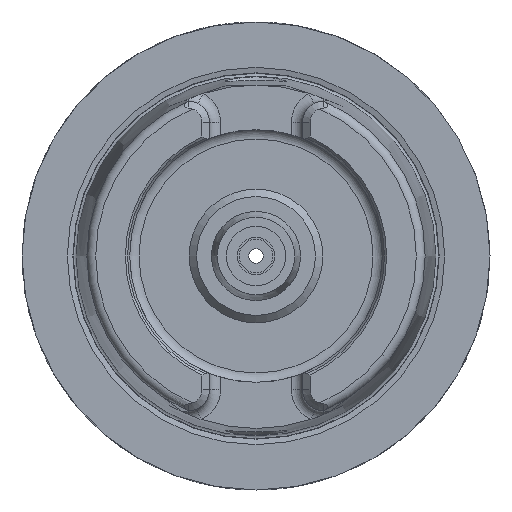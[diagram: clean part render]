
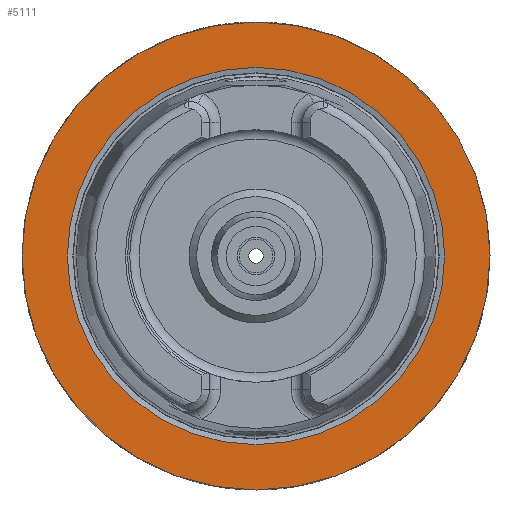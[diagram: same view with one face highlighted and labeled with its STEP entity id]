
A CAD part, left-side view. The second image highlights one B-rep face of the part: STEP entity #5111.
In plain terms, the highlighted planar face has unit normal (-1, 0, 0).
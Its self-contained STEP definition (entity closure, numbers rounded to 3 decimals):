
#4302=CARTESIAN_POINT('',(0.0,31.5,0.0));
#4303=VERTEX_POINT('',#4302);
#4304=CARTESIAN_POINT('',(0.0,0.0,0.0));
#4305=DIRECTION('',(1.0,0.0,0.0));
#4306=DIRECTION('',(0.0,1.0,0.0));
#4307=AXIS2_PLACEMENT_3D('',#4304,#4305,#4306);
#4308=CIRCLE('',#4307,31.5);
#4309=EDGE_CURVE('',#4303,#4303,#4308,.T.);
#5085=CARTESIAN_POINT('',(0.0,25.4,0.0));
#5086=VERTEX_POINT('',#5085);
#5087=CARTESIAN_POINT('',(0.0,0.0,0.0));
#5088=DIRECTION('',(1.0,0.0,0.0));
#5089=DIRECTION('',(0.0,1.0,0.0));
#5090=AXIS2_PLACEMENT_3D('',#5087,#5088,#5089);
#5091=CIRCLE('',#5090,25.4);
#5092=EDGE_CURVE('',#5086,#5086,#5091,.T.);
#5100=CARTESIAN_POINT('',(0.0,28.45,0.0));
#5101=DIRECTION('',(-1.0,0.0,0.0));
#5102=DIRECTION('',(0.0,0.0,1.0));
#5103=AXIS2_PLACEMENT_3D('',#5100,#5101,#5102);
#5104=PLANE('',#5103);
#5105=ORIENTED_EDGE('',*,*,#4309,.F.);
#5106=EDGE_LOOP('',(#5105));
#5107=FACE_OUTER_BOUND('',#5106,.T.);
#5108=ORIENTED_EDGE('',*,*,#5092,.T.);
#5109=EDGE_LOOP('',(#5108));
#5110=FACE_BOUND('',#5109,.T.);
#5111=ADVANCED_FACE('',(#5107,#5110),#5104,.T.);
